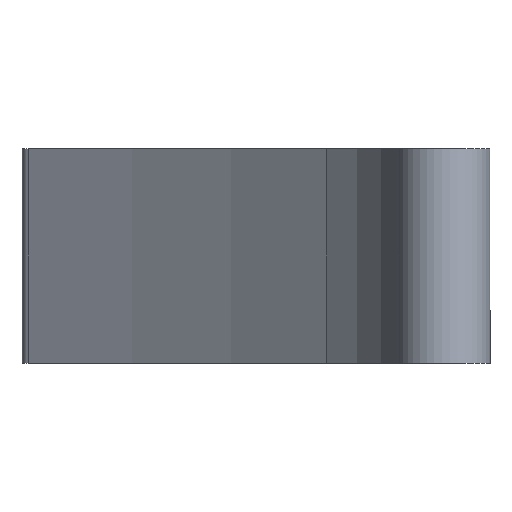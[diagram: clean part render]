
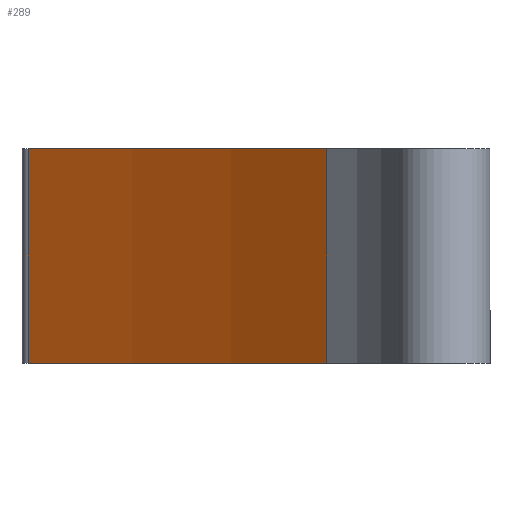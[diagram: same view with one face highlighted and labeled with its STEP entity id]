
A CAD part, left-side view. The second image highlights one B-rep face of the part: STEP entity #289.
In plain terms, the highlighted cylindrical face has radius 86.639 mm (diameter 173.279 mm), a partial arc.
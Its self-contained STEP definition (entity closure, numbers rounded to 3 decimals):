
#29=FACE_OUTER_BOUND('',#47,.T.);
#47=EDGE_LOOP('',(#225,#226,#227,#228));
#60=LINE('',#489,#74);
#65=LINE('',#529,#79);
#74=VECTOR('',#385,10.);
#79=VECTOR('',#432,10.);
#99=CIRCLE('',#338,86.639);
#106=CIRCLE('',#350,86.639);
#120=VERTEX_POINT('',#486);
#121=VERTEX_POINT('',#488);
#129=VERTEX_POINT('',#507);
#135=VERTEX_POINT('',#527);
#149=EDGE_CURVE('',#120,#121,#60,.T.);
#160=EDGE_CURVE('',#129,#120,#99,.T.);
#170=EDGE_CURVE('',#135,#129,#65,.T.);
#171=EDGE_CURVE('',#121,#135,#106,.T.);
#225=ORIENTED_EDGE('',*,*,#149,.F.);
#226=ORIENTED_EDGE('',*,*,#160,.F.);
#227=ORIENTED_EDGE('',*,*,#170,.F.);
#228=ORIENTED_EDGE('',*,*,#171,.F.);
#274=CYLINDRICAL_SURFACE('',#349,86.639);
#289=ADVANCED_FACE('',(#29),#274,.F.);
#338=AXIS2_PLACEMENT_3D('',#509,#407,#408);
#349=AXIS2_PLACEMENT_3D('',#530,#433,#434);
#350=AXIS2_PLACEMENT_3D('',#531,#435,#436);
#385=DIRECTION('',(0.,0.,1.));
#407=DIRECTION('center_axis',(0.,0.,1.));
#408=DIRECTION('ref_axis',(-0.711,0.703,0.));
#432=DIRECTION('',(0.,0.,-1.));
#433=DIRECTION('center_axis',(0.,0.,-1.));
#434=DIRECTION('ref_axis',(-0.711,0.703,0.));
#435=DIRECTION('center_axis',(0.,0.,-1.));
#436=DIRECTION('ref_axis',(-0.711,0.703,0.));
#486=CARTESIAN_POINT('',(-0.423,3.454,-8.));
#488=CARTESIAN_POINT('',(-0.423,3.454,0.));
#489=CARTESIAN_POINT('',(-0.423,3.454,0.));
#507=CARTESIAN_POINT('',(-8.766,-7.682,-8.));
#509=CARTESIAN_POINT('Origin',(-73.708,49.667,-8.));
#527=CARTESIAN_POINT('',(-8.766,-7.682,0.));
#529=CARTESIAN_POINT('',(-8.766,-7.682,0.));
#530=CARTESIAN_POINT('Origin',(-73.708,49.667,0.));
#531=CARTESIAN_POINT('Origin',(-73.708,49.667,0.));
